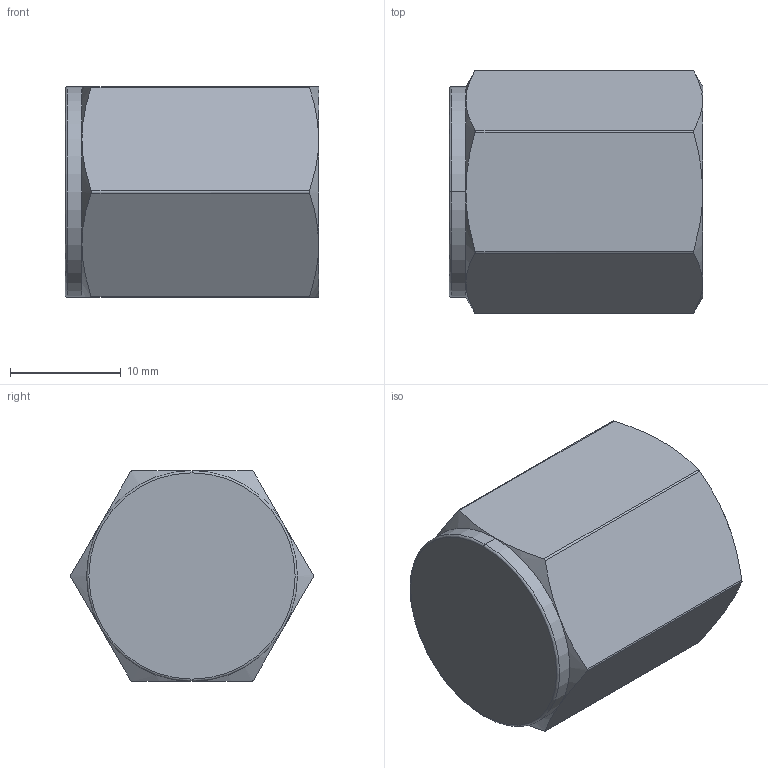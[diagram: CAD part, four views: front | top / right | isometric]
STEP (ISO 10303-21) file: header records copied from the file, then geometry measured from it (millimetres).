
FILE_DESCRIPTION((''),'2;1');
FILE_NAME('PIPE_CAP_H_SCA','2025-07-08T08:31:49',('Administrator'),(''),'CREO PARAMETRIC BY PTC INC, 2020414','CREO PARAMETRIC BY PTC INC, 2020414','');
FILE_SCHEMA(('AUTOMOTIVE_DESIGN { 1 0 10303 214 1 1 1 1 }'));
Length unit declared in the file: millimetre
Products named in the file (1): PIPE_CAP_H_SCA
Bounding box: 22.9 x 21.93 x 19.05 mm (x, y, z)
Volume: 5523.7 mm3; surface area: 2923.4 mm2
Topology: 1 solids, 1 shells, 59 faces, 153 edges, 104 vertices
Faces by surface type: cone 30, cylinder 10, bspline 9, plane 8, torus 2
Entity records: 4477 total; most frequent: CARTESIAN_POINT 3046, ORIENTED_EDGE 292, DIRECTION 193, EDGE_CURVE 146, COLOUR_RGB 116, VERTEX_POINT 90, B_SPLINE_CURVE_WITH_KNOTS 84, AXIS2_PLACEMENT_3D 75
